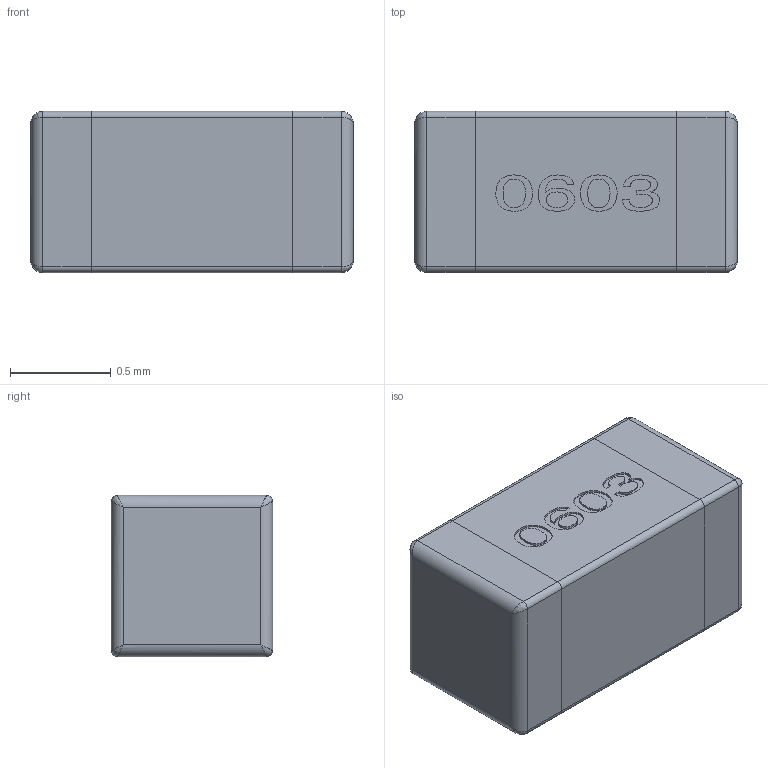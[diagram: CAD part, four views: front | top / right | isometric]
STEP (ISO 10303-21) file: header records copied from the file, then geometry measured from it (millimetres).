
FILE_DESCRIPTION (( 'STEP AP214' ), '1' );
FILE_NAME ('19.STEP', '2017-05-26T15:42:07', ( 'Charjie' ), ( 'Microsoft' ), 'SwSTEP 2.0', 'SolidWorks 2014', '' );
FILE_SCHEMA (( 'AUTOMOTIVE_DESIGN' ));
Length unit declared in the file: millimetre
Products named in the file (4): 19; 0603; Designator94
Assembly tree (3 placements, depth 4):
  19
    Designator94
      0603
        0603
Bounding box: 1.6 x 0.8 x 0.8 mm (x, y, z)
Volume: 1 mm3; surface area: 8.7 mm2
Topology: 3 solids, 3 shells, 104 faces, 257 edges, 158 vertices
Faces by surface type: bspline 51, plane 33, cylinder 20
Entity records: 7051 total; most frequent: CARTESIAN_POINT 3714, ORIENTED_EDGE 498, DIRECTION 292, EDGE_CURVE 249, VERTEX_POINT 158, LINE 122, VECTOR 122, UNCERTAINTY_MEASURE_WITH_UNIT 112
